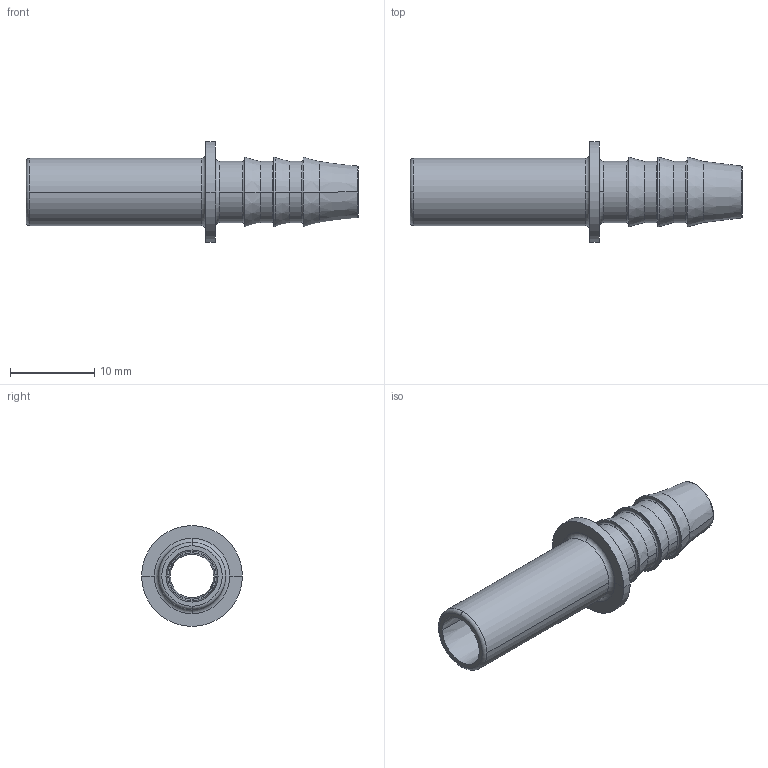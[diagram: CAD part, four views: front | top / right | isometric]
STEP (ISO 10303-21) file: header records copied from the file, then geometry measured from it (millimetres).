
FILE_DESCRIPTION(('STEP AP214'),'1');
FILE_NAME('3122_08_56.stp','2016-07-07T14:58:06',('TraceParts'),('TraceParts S.A.'),'Spatial InterOp 3D',' ',' ');
FILE_SCHEMA(('automotive_design'));
Length unit declared in the file: millimetre
Products named in the file (1): 1
Bounding box: 39.5 x 12 x 12 mm (x, y, z)
Volume: 896 mm3; surface area: 1868.1 mm2
Topology: 1 solids, 1 shells, 51 faces, 127 edges, 79 vertices
Faces by surface type: cone 22, torus 14, cylinder 10, plane 3, revolution 2
Entity records: 1581 total; most frequent: DIRECTION 322, CARTESIAN_POINT 262, ORIENTED_EDGE 254, AXIS2_PLACEMENT_3D 143, EDGE_CURVE 127, CIRCLE 93, VERTEX_POINT 79, EDGE_LOOP 54
